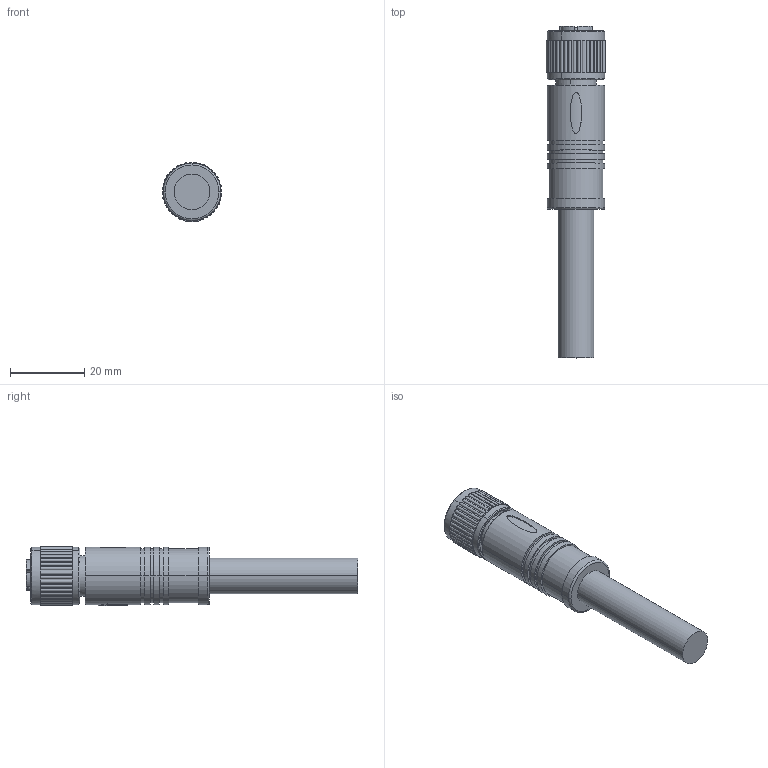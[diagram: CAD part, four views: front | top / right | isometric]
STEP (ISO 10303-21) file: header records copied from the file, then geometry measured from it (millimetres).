
FILE_DESCRIPTION((''),'2;1');
FILE_NAME('242426_SM01_ASM','2024-07-09T09:08:45',('banengservice'),('BANNER ENGINEERING'),'CREO PARAMETRIC BY PTC INC, 2022414','CREO PARAMETRIC BY PTC INC, 2022414','');
FILE_SCHEMA(('CONFIG_CONTROL_DESIGN'));
Length unit declared in the file: millimetre
Products named in the file (2): 242426_EP01; 242426_SM01_ASM
Assembly tree (1 placements, depth 2):
  242426_SM01_ASM
    242426_EP01
Bounding box: 15.98 x 89.4 x 16.04 mm (x, y, z)
Volume: 11177.7 mm3; surface area: 5853.9 mm2
Topology: 1 solids, 1 shells, 410 faces, 980 edges, 629 vertices
Faces by surface type: plane 169, cylinder 163, cone 34, torus 23, sphere 15, bspline 4, extrusion 2
Entity records: 13042 total; most frequent: CARTESIAN_POINT 3089, DIRECTION 2292, ORIENTED_EDGE 1930, AXIS2_PLACEMENT_3D 969, EDGE_CURVE 965, VERTEX_POINT 629, CIRCLE 562, EDGE_LOOP 482
